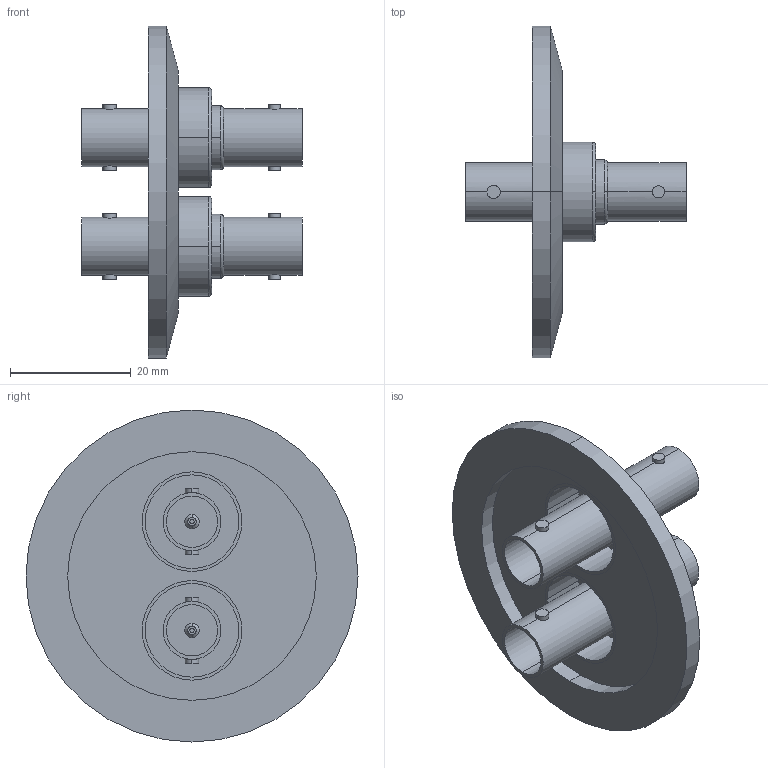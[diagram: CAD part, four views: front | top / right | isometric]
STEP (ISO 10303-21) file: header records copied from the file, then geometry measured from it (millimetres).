
FILE_DESCRIPTION (( 'STEP AP214' ), '1' );
FILE_NAME ('242-BNCD50-K40-2.step', '2025-02-18T20:45:51', ( '' ), ( '' ), 'SwSTEP 2.0', 'SolidWorks 2022', '' );
FILE_SCHEMA (( 'AUTOMOTIVE_DESIGN' ));
Length unit declared in the file: millimetre
Products named in the file (3): 9431-KF40-16.5-2_DN40 KF; 242-BNCD50-K40-2; 242-BNCD50-I
Assembly tree (3 placements, depth 2):
  242-BNCD50-K40-2
    9431-KF40-16.5-2_DN40 KF
    242-BNCD50-I  x2
Bounding box: 36.5 x 55 x 55 mm (x, y, z)
Volume: 8850.6 mm3; surface area: 11863.6 mm2
Topology: 3 solids, 5 shells, 131 faces, 276 edges, 174 vertices
Faces by surface type: cylinder 76, plane 37, cone 10, bspline 8
Entity records: 2833 total; most frequent: CARTESIAN_POINT 528, DIRECTION 380, ORIENTED_EDGE 304, AXIS2_PLACEMENT_3D 164, EDGE_CURVE 152, VERTEX_POINT 96, CIRCLE 90, EDGE_LOOP 88
